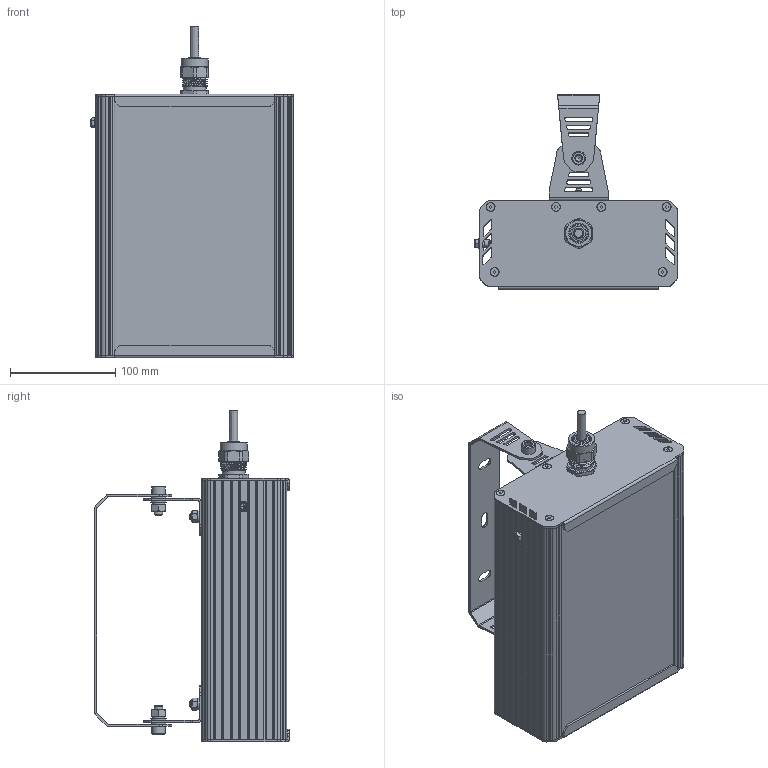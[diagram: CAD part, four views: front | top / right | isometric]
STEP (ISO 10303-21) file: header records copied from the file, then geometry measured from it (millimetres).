
FILE_DESCRIPTION(('STEP AP214'), '1');
FILE_NAME('001.0095.08.000 - 藷旆-椻嚦譇-2癱-30', '', ('UNSPECIFIED'), ('UNSPECIFIED'), 'C3D Converter', 'C3D Toolkit', '');
FILE_SCHEMA(('AUTOMOTIVE_DESIGN { 1 0 10303 214 3 1 1}'));
Length unit declared in the file: millimetre
Products named in the file (43): 001.0095.08.000; #2847; #2906; #2965; #3024; #3109; #3168; #3227; #3286
Assembly tree (69 placements, depth 4):
  001.0095.08.000
    (unnamed)
      (unnamed)
      (unnamed)
      (unnamed)
      (unnamed)
      (unnamed)
      (unnamed)
      (unnamed)
      (unnamed)  x6
      (unnamed)  x6
      (unnamed)
      (unnamed)
      (unnamed)  x4
        (unnamed)
        (unnamed)
        (unnamed)
        (unnamed)
        (unnamed)
        (unnamed)
        (unnamed)
        (unnamed)
        (unnamed)
      (unnamed)
        (unnamed)
    (unnamed)
      (unnamed)
      (unnamed)
      (unnamed)  x2
      (unnamed)
      (unnamed)
      (unnamed)
      (unnamed)
      (unnamed)
      #2847
      #2906
      #2965
      #3024  x2
      #3109
      #3168
      #3227
      #3286
      (unnamed)
Bounding box: 192.43 x 184.68 x 314.5 mm (x, y, z)
Volume: 830311.2 mm3; surface area: 670871.3 mm2
Topology: 170 solids, 170 shells, 2397 faces, 5947 edges, 3956 vertices
Faces by surface type: plane 1576, cylinder 696, cone 89, bspline 27, torus 5, sphere 4
Full cylindrical faces by diameter (mm): 1 x4, 2 x8, 2.5 x16, 2.8 x100, 3.2 x4, 3.5 x20, 4 x13, 4.917 x2, 5 x2, 6 x5, 6.6 x2, 6.647 x2, 7 x2, 8 x14, 8.5 x4, 9 x4, 10 x1, 11 x2, 12.5 x1, 13 x3, 15 x4, 16 x1, 17 x1, 18 x1, 18.5 x1, 19 x1, 20 x1, 21.5 x1, 22 x2, 25.5 x1
Entity records: 80812 total; most frequent: CARTESIAN_POINT 36353, DIRECTION 8424, ORIENTED_EDGE 7366, EDGE_CURVE 3683, AXIS2_PLACEMENT_3D 3009, VERTEX_POINT 2535, LINE 2406, VECTOR 2406
